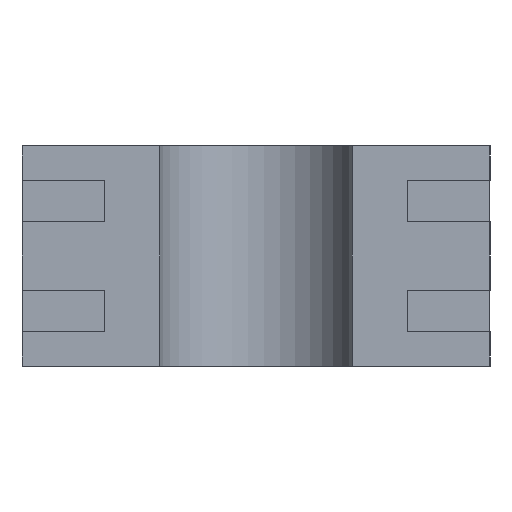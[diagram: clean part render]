
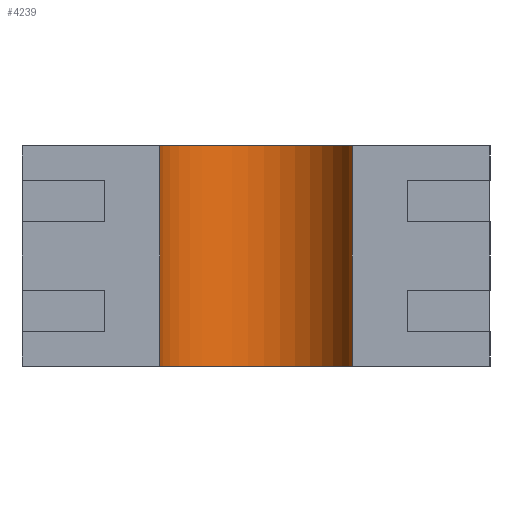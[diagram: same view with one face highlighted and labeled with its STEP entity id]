
A CAD part, left-side view. The second image highlights one B-rep face of the part: STEP entity #4239.
In plain terms, the highlighted cylindrical face has radius 0.354 mm (diameter 0.708 mm), a partial arc.
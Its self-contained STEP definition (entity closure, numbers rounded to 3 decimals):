
#3977 = EDGE_CURVE('',#3978,#3980,#3982,.T.);
#3978 = VERTEX_POINT('',#3979);
#3979 = CARTESIAN_POINT('',(-1.7,-0.35,0.));
#3980 = VERTEX_POINT('',#3981);
#3981 = CARTESIAN_POINT('',(-1.7,0.35,0.));
#3982 = CIRCLE('',#3983,0.354);
#3983 = AXIS2_PLACEMENT_3D('',#3984,#3985,#3986);
#3984 = CARTESIAN_POINT('',(-1.754,0.,0.));
#3985 = DIRECTION('',(0.,0.,1.));
#3986 = DIRECTION('',(-1.,0.,0.));
#4012 = VERTEX_POINT('',#4013);
#4013 = CARTESIAN_POINT('',(-1.7,-0.35,0.8));
#4019 = EDGE_CURVE('',#4012,#3978,#4020,.T.);
#4020 = LINE('',#4021,#4022);
#4021 = CARTESIAN_POINT('',(-1.7,-0.35,0.));
#4022 = VECTOR('',#4023,1.);
#4023 = DIRECTION('',(-0.,-0.,-1.));
#4044 = VERTEX_POINT('',#4045);
#4045 = CARTESIAN_POINT('',(-1.7,0.35,0.8));
#4083 = EDGE_CURVE('',#4044,#3980,#4084,.T.);
#4084 = LINE('',#4085,#4086);
#4085 = CARTESIAN_POINT('',(-1.7,0.35,0.));
#4086 = VECTOR('',#4087,1.);
#4087 = DIRECTION('',(0.,0.,-1.));
#4239 = ADVANCED_FACE('',(#4240),#4252,.F.);
#4240 = FACE_BOUND('',#4241,.F.);
#4241 = EDGE_LOOP('',(#4242,#4243,#4244,#4245));
#4242 = ORIENTED_EDGE('',*,*,#4019,.T.);
#4243 = ORIENTED_EDGE('',*,*,#3977,.T.);
#4244 = ORIENTED_EDGE('',*,*,#4083,.F.);
#4245 = ORIENTED_EDGE('',*,*,#4246,.T.);
#4246 = EDGE_CURVE('',#4044,#4012,#4247,.T.);
#4247 = CIRCLE('',#4248,0.354);
#4248 = AXIS2_PLACEMENT_3D('',#4249,#4250,#4251);
#4249 = CARTESIAN_POINT('',(-1.754,0.,0.8));
#4250 = DIRECTION('',(0.,0.,-1.));
#4251 = DIRECTION('',(-1.,0.,0.));
#4252 = CYLINDRICAL_SURFACE('',#4253,0.354);
#4253 = AXIS2_PLACEMENT_3D('',#4254,#4255,#4256);
#4254 = CARTESIAN_POINT('',(-1.754,0.,0.));
#4255 = DIRECTION('',(-0.,-0.,-1.));
#4256 = DIRECTION('',(-1.,0.,0.));
